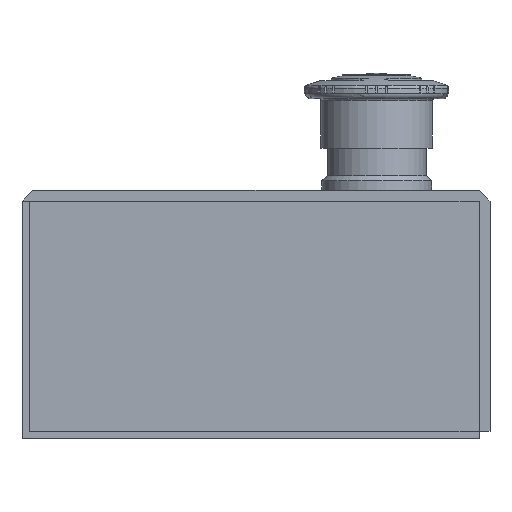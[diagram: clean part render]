
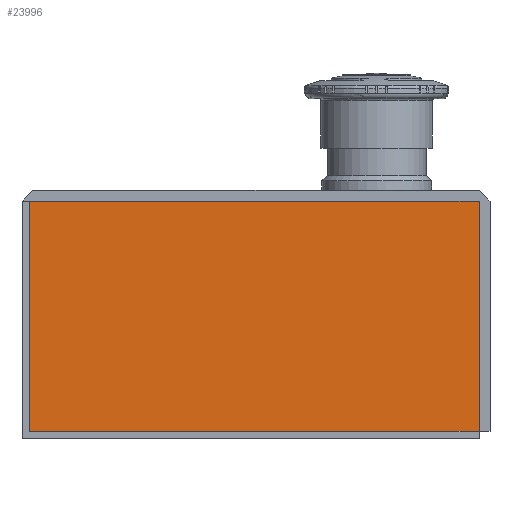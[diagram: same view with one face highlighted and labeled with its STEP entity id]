
A CAD part, left-side view. The second image highlights one B-rep face of the part: STEP entity #23996.
In plain terms, the highlighted planar face has unit normal (-1, 0, 0).
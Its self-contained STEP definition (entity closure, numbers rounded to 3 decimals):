
#2147=FACE_OUTER_BOUND('',#3534,.T.);
#3534=EDGE_LOOP('',(#16784,#16785,#16786,#16787));
#5246=LINE('',#33964,#7760);
#5250=LINE('',#33972,#7764);
#5272=LINE('',#34027,#7786);
#5273=LINE('',#34028,#7787);
#7760=VECTOR('',#27859,10.);
#7764=VECTOR('',#27865,10.);
#7786=VECTOR('',#27919,10.);
#7787=VECTOR('',#27920,10.);
#10262=VERTEX_POINT('',#33962);
#10263=VERTEX_POINT('',#33963);
#10266=VERTEX_POINT('',#33971);
#10283=VERTEX_POINT('',#34026);
#12743=EDGE_CURVE('',#10262,#10263,#5246,.T.);
#12747=EDGE_CURVE('',#10263,#10266,#5250,.T.);
#12775=EDGE_CURVE('',#10266,#10283,#5272,.T.);
#12776=EDGE_CURVE('',#10283,#10262,#5273,.T.);
#16784=ORIENTED_EDGE('',*,*,#12747,.T.);
#16785=ORIENTED_EDGE('',*,*,#12775,.T.);
#16786=ORIENTED_EDGE('',*,*,#12776,.T.);
#16787=ORIENTED_EDGE('',*,*,#12743,.T.);
#23108=PLANE('',#25514);
#23996=ADVANCED_FACE('',(#2147),#23108,.T.);
#25514=AXIS2_PLACEMENT_3D('',#34025,#27917,#27918);
#27859=DIRECTION('',(0.,0.,-1.));
#27865=DIRECTION('',(0.,-1.,0.));
#27917=DIRECTION('center_axis',(-1.,0.,0.));
#27918=DIRECTION('ref_axis',(0.,0.,1.));
#27919=DIRECTION('',(0.,0.,1.));
#27920=DIRECTION('',(0.,1.,0.));
#33962=CARTESIAN_POINT('',(-210.,123.,65.));
#33963=CARTESIAN_POINT('',(-210.,123.,2.));
#33964=CARTESIAN_POINT('',(-210.,123.,17.25));
#33971=CARTESIAN_POINT('',(-210.,0.,2.));
#33972=CARTESIAN_POINT('',(-210.,31.25,2.));
#34025=CARTESIAN_POINT('Origin',(-210.,62.5,32.5));
#34026=CARTESIAN_POINT('',(-210.,0.,65.));
#34027=CARTESIAN_POINT('',(-210.,0.,65.));
#34028=CARTESIAN_POINT('',(-210.,125.,65.));
